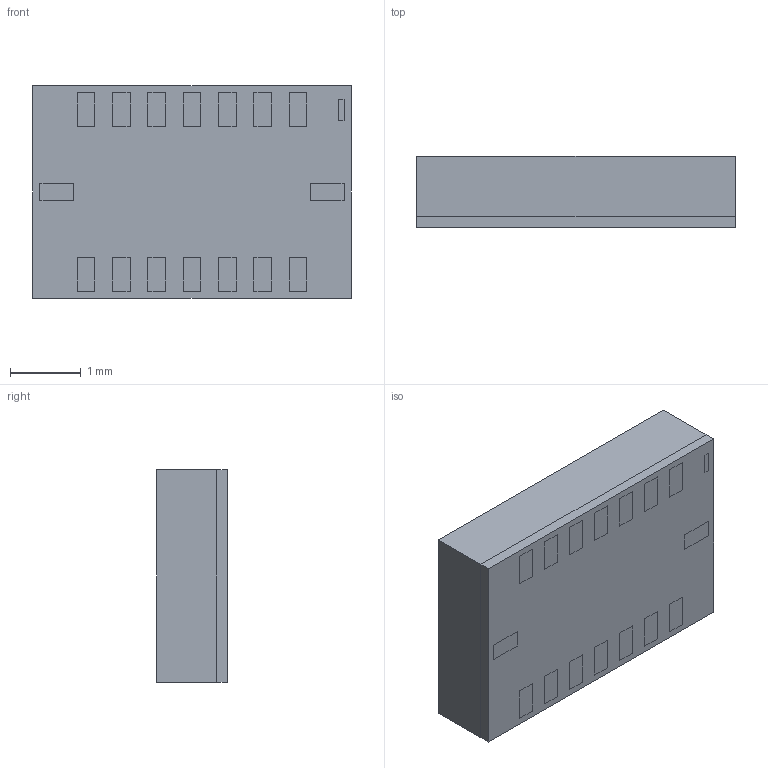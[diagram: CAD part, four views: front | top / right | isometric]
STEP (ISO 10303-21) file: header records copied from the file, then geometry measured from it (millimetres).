
FILE_DESCRIPTION (( 'STEP AP214' ), '1' );
FILE_NAME ('BMI085.STEP', '2019-03-28T03:05:38', ( '' ), ( '' ), 'SwSTEP 2.0', 'SolidWorks 2017', '' );
FILE_SCHEMA (( 'AUTOMOTIVE_DESIGN' ));
Length unit declared in the file: millimetre
Products named in the file (1): BMI085
Bounding box: 4.5 x 1 x 3 mm (x, y, z)
Volume: 13.5 mm3; surface area: 75.2 mm2
Topology: 19 solids, 19 shells, 199 faces, 432 edges, 288 vertices
Faces by surface type: plane 199
Entity records: 6624 total; most frequent: CARTESIAN_POINT 920, ORIENTED_EDGE 864, DIRECTION 832, VECTOR 432, EDGE_CURVE 432, LINE 432, VERTEX_POINT 288, EDGE_LOOP 216
